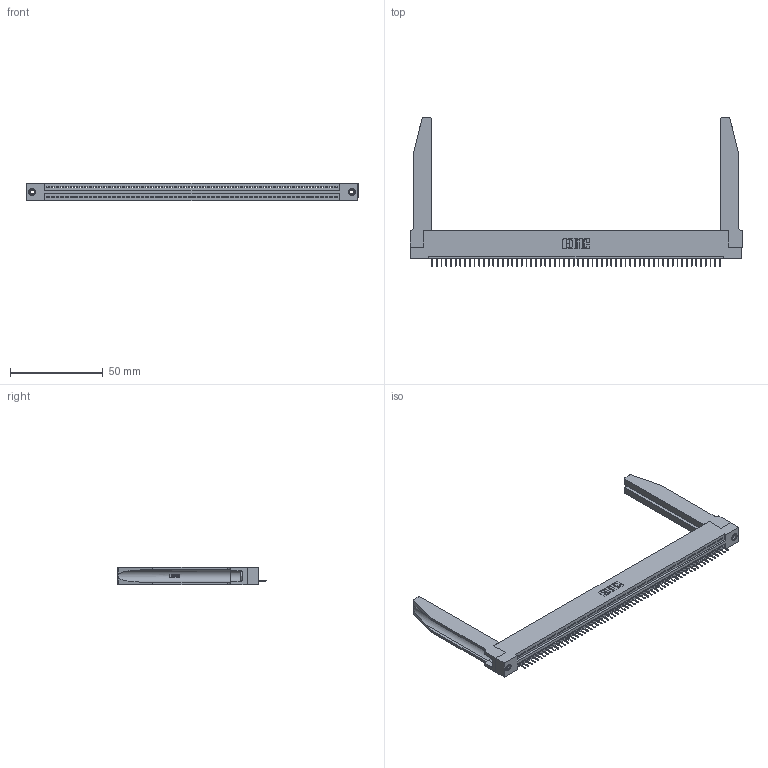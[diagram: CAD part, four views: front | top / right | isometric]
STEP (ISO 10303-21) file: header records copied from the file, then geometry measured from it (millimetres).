
FILE_DESCRIPTION (( 'STEP AP203' ), '1' );
FILE_NAME ('395-062-524-178.STEP', '2019-10-24T17:53:27', ( '' ), ( '' ), 'SwSTEP 2.0', 'SolidWorks 2016', '' );
FILE_SCHEMA (( 'CONFIG_CONTROL_DESIGN' ));
Length unit declared in the file: inch
Products named in the file (5): 395-062-524-178; 345-220-078_345-220-078; 345-250-001_345-250-001-102; 345-292-001_345-293-124; 345 Part_Flush Mounting Lugs - 0.156 Dia-TH
Assembly tree (67 placements, depth 2):
  395-062-524-178
    345 Part_Flush Mounting Lugs - 0.156 Dia-TH
    345-292-001_345-293-124  x62
    345-250-001_345-250-001-102  x2
    345-220-078_345-220-078  x2
Bounding box: 178.71 x 80.31 x 9.4 mm (x, y, z)
Volume: 24663.9 mm3; surface area: 28784.1 mm2
Topology: 67 solids, 67 shells, 4204 faces, 12109 edges, 7814 vertices
Faces by surface type: plane 3074, cylinder 1078, bspline 36, cone 12, torus 4
Entity records: 48784 total; most frequent: CARTESIAN_POINT 9345, ORIENTED_EDGE 8238, DIRECTION 7141, EDGE_CURVE 4119, VECTOR 3649, LINE 3649, VERTEX_POINT 2736, AXIS2_PLACEMENT_3D 1746
